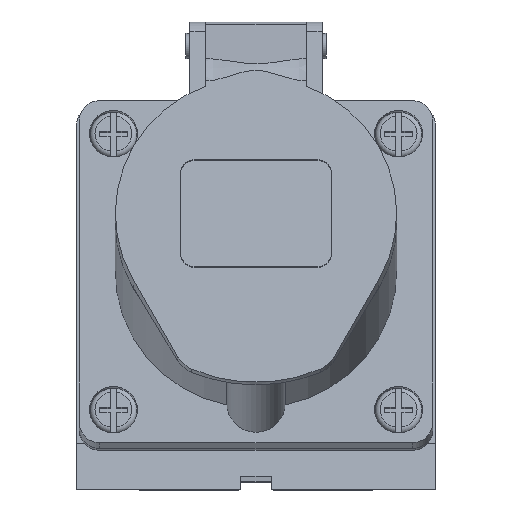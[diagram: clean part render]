
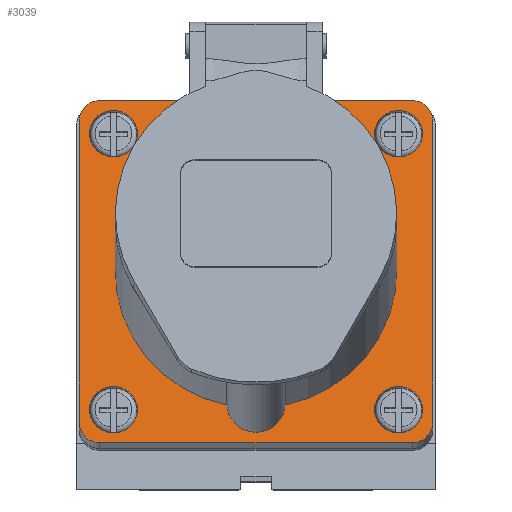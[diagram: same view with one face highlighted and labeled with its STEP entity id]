
A CAD part, top view. The second image highlights one B-rep face of the part: STEP entity #3039.
In plain terms, the highlighted face is planar.
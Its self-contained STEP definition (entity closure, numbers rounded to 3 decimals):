
#7 = FACE_BOUND ( 'NONE', #6731, .T. ) ;
#30 = DIRECTION ( 'NONE',  ( 0., 0., 1. ) ) ;
#64 = CARTESIAN_POINT ( 'NONE',  ( 0., 1., 0. ) ) ;
#75 = PLANE ( 'NONE',  #8899 ) ;
#181 = CIRCLE ( 'NONE', #4797, 4.75 ) ;
#324 = CARTESIAN_POINT ( 'NONE',  ( -28.25, 1., -28.25 ) ) ;
#337 = AXIS2_PLACEMENT_3D ( 'NONE', #324, #10365, #12633 ) ;
#395 = CIRCLE ( 'NONE', #5704, 4. ) ;
#399 = EDGE_LOOP ( 'NONE', ( #12280 ) ) ;
#451 = ORIENTED_EDGE ( 'NONE', *, *, #3855, .F. ) ;
#548 = CARTESIAN_POINT ( 'NONE',  ( 27.276, 1., -5.75 ) ) ;
#767 = AXIS2_PLACEMENT_3D ( 'NONE', #64, #8016, #2295 ) ;
#833 = CARTESIAN_POINT ( 'NONE',  ( -35., 1., 35. ) ) ;
#919 = EDGE_CURVE ( 'NONE', #2935, #7692, #5540, .T. ) ;
#930 = EDGE_CURVE ( 'NONE', #2935, #10018, #6455, .T. ) ;
#1017 = CIRCLE ( 'NONE', #337, 4.75 ) ;
#1059 = DIRECTION ( 'NONE',  ( 0., 1., 0. ) ) ;
#1069 = DIRECTION ( 'NONE',  ( 0., 0., -1. ) ) ;
#1102 = CARTESIAN_POINT ( 'NONE',  ( 31., 1., 35. ) ) ;
#1128 = DIRECTION ( 'NONE',  ( 1., 0., 0. ) ) ;
#1272 = CARTESIAN_POINT ( 'NONE',  ( 31., 1., 31. ) ) ;
#1688 = DIRECTION ( 'NONE',  ( 0., 0., -1. ) ) ;
#1838 = LINE ( 'NONE', #833, #2147 ) ;
#1903 = VECTOR ( 'NONE', #1128, 1000. ) ;
#1988 = DIRECTION ( 'NONE',  ( -1., 0., 0. ) ) ;
#2016 = DIRECTION ( 'NONE',  ( 0., 1., 0. ) ) ;
#2023 = FACE_BOUND ( 'NONE', #3806, .T. ) ;
#2064 = AXIS2_PLACEMENT_3D ( 'NONE', #3503, #1059, #7926 ) ;
#2147 = VECTOR ( 'NONE', #1988, 1000. ) ;
#2237 = DIRECTION ( 'NONE',  ( 0., 0., -1. ) ) ;
#2295 = DIRECTION ( 'NONE',  ( 0., 0., -1. ) ) ;
#2315 = ORIENTED_EDGE ( 'NONE', *, *, #919, .F. ) ;
#2418 = EDGE_CURVE ( 'NONE', #8311, #8311, #1017, .T. ) ;
#2496 = CIRCLE ( 'NONE', #9208, 5.752 ) ;
#2663 = AXIS2_PLACEMENT_3D ( 'NONE', #9733, #3204, #7630 ) ;
#2744 = VERTEX_POINT ( 'NONE', #1102 ) ;
#2935 = VERTEX_POINT ( 'NONE', #7378 ) ;
#2936 = VERTEX_POINT ( 'NONE', #13898 ) ;
#3039 = ADVANCED_FACE ( 'NONE', ( #3170, #4414, #7, #13244, #3311, #2023 ), #75, .F. ) ;
#3170 = FACE_BOUND ( 'NONE', #8154, .T. ) ;
#3204 = DIRECTION ( 'NONE',  ( 0., 1., 0. ) ) ;
#3274 = LINE ( 'NONE', #7924, #1903 ) ;
#3311 = FACE_OUTER_BOUND ( 'NONE', #6722, .T. ) ;
#3364 = EDGE_CURVE ( 'NONE', #10215, #7692, #10063, .T. ) ;
#3435 = CARTESIAN_POINT ( 'NONE',  ( -35., 1., 35. ) ) ;
#3503 = CARTESIAN_POINT ( 'NONE',  ( -31., 1., 31. ) ) ;
#3600 = CIRCLE ( 'NONE', #2663, 4.75 ) ;
#3739 = CARTESIAN_POINT ( 'NONE',  ( -28.25, 1., 23.5 ) ) ;
#3806 = EDGE_LOOP ( 'NONE', ( #3990, #12302 ) ) ;
#3855 = EDGE_CURVE ( 'NONE', #2936, #2936, #3600, .T. ) ;
#3912 = ORIENTED_EDGE ( 'NONE', *, *, #930, .T. ) ;
#3990 = ORIENTED_EDGE ( 'NONE', *, *, #6146, .F. ) ;
#4004 = ORIENTED_EDGE ( 'NONE', *, *, #3364, .T. ) ;
#4023 = CARTESIAN_POINT ( 'NONE',  ( 31., 1., -35. ) ) ;
#4205 = CARTESIAN_POINT ( 'NONE',  ( 27.276, 1., 5.75 ) ) ;
#4339 = DIRECTION ( 'NONE',  ( 0., 0., -1. ) ) ;
#4414 = FACE_BOUND ( 'NONE', #11906, .T. ) ;
#4460 = CARTESIAN_POINT ( 'NONE',  ( 35., 1., 31. ) ) ;
#4487 = DIRECTION ( 'NONE',  ( 0., -1., 0. ) ) ;
#4797 = AXIS2_PLACEMENT_3D ( 'NONE', #12888, #2016, #8466 ) ;
#4929 = CIRCLE ( 'NONE', #7931, 4. ) ;
#5262 = EDGE_CURVE ( 'NONE', #2744, #5643, #395, .T. ) ;
#5368 = ORIENTED_EDGE ( 'NONE', *, *, #5262, .T. ) ;
#5540 = LINE ( 'NONE', #3435, #12708 ) ;
#5643 = VERTEX_POINT ( 'NONE', #4460 ) ;
#5704 = AXIS2_PLACEMENT_3D ( 'NONE', #1272, #11090, #12187 ) ;
#5893 = AXIS2_PLACEMENT_3D ( 'NONE', #6422, #7643, #1069 ) ;
#6052 = CARTESIAN_POINT ( 'NONE',  ( -28.25, 1., -23.5 ) ) ;
#6078 = EDGE_CURVE ( 'NONE', #13682, #13682, #181, .T. ) ;
#6146 = EDGE_CURVE ( 'NONE', #7244, #10507, #2496, .T. ) ;
#6360 = CARTESIAN_POINT ( 'NONE',  ( 27.123, 1., 0. ) ) ;
#6422 = CARTESIAN_POINT ( 'NONE',  ( -31., 1., -31. ) ) ;
#6455 = CIRCLE ( 'NONE', #2064, 4. ) ;
#6658 = CARTESIAN_POINT ( 'NONE',  ( -31., 1., -35. ) ) ;
#6722 = EDGE_LOOP ( 'NONE', ( #11072, #5368, #10843, #11705, #12266, #4004, #2315, #3912 ) ) ;
#6731 = EDGE_LOOP ( 'NONE', ( #451 ) ) ;
#6907 = CARTESIAN_POINT ( 'NONE',  ( -31., 1., 35. ) ) ;
#7244 = VERTEX_POINT ( 'NONE', #4205 ) ;
#7378 = CARTESIAN_POINT ( 'NONE',  ( -35., 1., 31. ) ) ;
#7630 = DIRECTION ( 'NONE',  ( 0., 0., -1. ) ) ;
#7643 = DIRECTION ( 'NONE',  ( 0., 1., 0. ) ) ;
#7670 = VERTEX_POINT ( 'NONE', #4023 ) ;
#7687 = CARTESIAN_POINT ( 'NONE',  ( 35., 1., 35. ) ) ;
#7692 = VERTEX_POINT ( 'NONE', #12294 ) ;
#7741 = ORIENTED_EDGE ( 'NONE', *, *, #11074, .F. ) ;
#7842 = EDGE_CURVE ( 'NONE', #11595, #7670, #4929, .T. ) ;
#7858 = DIRECTION ( 'NONE',  ( 0., 0., -1. ) ) ;
#7894 = ORIENTED_EDGE ( 'NONE', *, *, #6078, .F. ) ;
#7924 = CARTESIAN_POINT ( 'NONE',  ( -35., 1., -35. ) ) ;
#7926 = DIRECTION ( 'NONE',  ( 0., 0., -1. ) ) ;
#7931 = AXIS2_PLACEMENT_3D ( 'NONE', #9238, #9305, #1688 ) ;
#8016 = DIRECTION ( 'NONE',  ( 0., -1., 0. ) ) ;
#8154 = EDGE_LOOP ( 'NONE', ( #7894 ) ) ;
#8162 = VECTOR ( 'NONE', #30, 1000. ) ;
#8311 = VERTEX_POINT ( 'NONE', #6052 ) ;
#8466 = DIRECTION ( 'NONE',  ( 0., 0., -1. ) ) ;
#8899 = AXIS2_PLACEMENT_3D ( 'NONE', #9766, #4487, #2237 ) ;
#9208 = AXIS2_PLACEMENT_3D ( 'NONE', #6360, #12957, #4339 ) ;
#9238 = CARTESIAN_POINT ( 'NONE',  ( 31., 1., -31. ) ) ;
#9305 = DIRECTION ( 'NONE',  ( 0., 1., 0. ) ) ;
#9733 = CARTESIAN_POINT ( 'NONE',  ( 28.25, 1., -28.25 ) ) ;
#9766 = CARTESIAN_POINT ( 'NONE',  ( 0., 1., 0. ) ) ;
#9794 = AXIS2_PLACEMENT_3D ( 'NONE', #13271, #10953, #12198 ) ;
#9874 = LINE ( 'NONE', #7687, #8162 ) ;
#10018 = VERTEX_POINT ( 'NONE', #6907 ) ;
#10063 = CIRCLE ( 'NONE', #5893, 4. ) ;
#10215 = VERTEX_POINT ( 'NONE', #6658 ) ;
#10365 = DIRECTION ( 'NONE',  ( 0., 1., 0. ) ) ;
#10462 = EDGE_CURVE ( 'NONE', #7244, #10507, #11173, .T. ) ;
#10507 = VERTEX_POINT ( 'NONE', #548 ) ;
#10554 = EDGE_CURVE ( 'NONE', #2744, #10018, #1838, .T. ) ;
#10739 = EDGE_CURVE ( 'NONE', #10215, #7670, #3274, .T. ) ;
#10843 = ORIENTED_EDGE ( 'NONE', *, *, #12345, .F. ) ;
#10868 = CARTESIAN_POINT ( 'NONE',  ( 35., 1., -31. ) ) ;
#10953 = DIRECTION ( 'NONE',  ( 0., 1., 0. ) ) ;
#11072 = ORIENTED_EDGE ( 'NONE', *, *, #10554, .F. ) ;
#11074 = EDGE_CURVE ( 'NONE', #14186, #14186, #11865, .T. ) ;
#11090 = DIRECTION ( 'NONE',  ( 0., 1., 0. ) ) ;
#11173 = CIRCLE ( 'NONE', #767, 27.875 ) ;
#11595 = VERTEX_POINT ( 'NONE', #10868 ) ;
#11705 = ORIENTED_EDGE ( 'NONE', *, *, #7842, .T. ) ;
#11865 = CIRCLE ( 'NONE', #9794, 4.75 ) ;
#11906 = EDGE_LOOP ( 'NONE', ( #7741 ) ) ;
#11934 = CARTESIAN_POINT ( 'NONE',  ( 28.25, 1., 33. ) ) ;
#12187 = DIRECTION ( 'NONE',  ( 0., 0., -1. ) ) ;
#12198 = DIRECTION ( 'NONE',  ( 0., 0., 1. ) ) ;
#12266 = ORIENTED_EDGE ( 'NONE', *, *, #10739, .F. ) ;
#12280 = ORIENTED_EDGE ( 'NONE', *, *, #2418, .F. ) ;
#12294 = CARTESIAN_POINT ( 'NONE',  ( -35., 1., -31. ) ) ;
#12302 = ORIENTED_EDGE ( 'NONE', *, *, #10462, .T. ) ;
#12345 = EDGE_CURVE ( 'NONE', #11595, #5643, #9874, .T. ) ;
#12633 = DIRECTION ( 'NONE',  ( 0., 0., 1. ) ) ;
#12708 = VECTOR ( 'NONE', #7858, 1000. ) ;
#12888 = CARTESIAN_POINT ( 'NONE',  ( -28.25, 1., 28.25 ) ) ;
#12957 = DIRECTION ( 'NONE',  ( 0., 1., 0. ) ) ;
#13244 = FACE_BOUND ( 'NONE', #399, .T. ) ;
#13271 = CARTESIAN_POINT ( 'NONE',  ( 28.25, 1., 28.25 ) ) ;
#13682 = VERTEX_POINT ( 'NONE', #3739 ) ;
#13898 = CARTESIAN_POINT ( 'NONE',  ( 28.25, 1., -33. ) ) ;
#14186 = VERTEX_POINT ( 'NONE', #11934 ) ;
